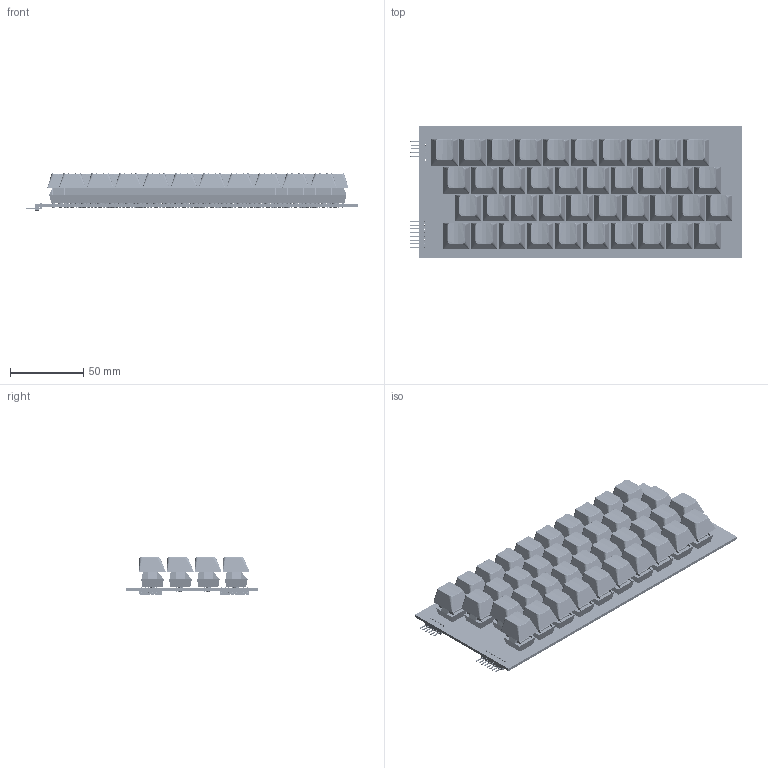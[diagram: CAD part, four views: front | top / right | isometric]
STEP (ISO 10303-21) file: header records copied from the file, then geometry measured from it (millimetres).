
FILE_DESCRIPTION(('KiCad electronic assembly'),'2;1');
FILE_NAME('zx_spectrum_40_buttons.step','2020-04-17T14:35:24',( 'An Author'),('A Company'),'Open CASCADE STEP processor 6.9', 'KiCad to STEP converter','Unknown');
FILE_SCHEMA(('AUTOMOTIVE_DESIGN { 1 0 10303 214 1 1 1 1 }'));
Length unit declared in the file: millimetre
Products named in the file (10): Open CASCADE STEP translator 6.9 1; PinHeader_1x06_P2.54mm_Horizontal; SOLID; PinHeader_1x08_P2.54mm_Horizontal; cherry_mx_pcb; cherry_mx_pcb_top; COMPOUND
Assembly tree (87 placements, depth 3):
  Open CASCADE STEP translator 6.9 1
    PinHeader_1x06_P2.54mm_Horizontal
      SOLID
    PinHeader_1x08_P2.54mm_Horizontal
      SOLID
    cherry_mx_pcb  x40
      SOLID
    cherry_mx_pcb_top  x40
      SOLID
    COMPOUND
Bounding box: 226.04 x 90 x 25.4 mm (x, y, z)
Volume: 152644.1 mm3; surface area: 158094.1 mm2
Topology: 83 solids, 83 shells, 6046 faces, 15404 edges, 9632 vertices
Faces by surface type: plane 3898, cylinder 1268, cone 640, bspline 240
Full cylindrical faces by diameter (mm): 1 x14, 1.5 x80, 1.7 x80, 4 x40
Entity records: 54893 total; most frequent: CARTESIAN_POINT 10587, DIRECTION 7868, LINE 4704, VECTOR 4704, ORIENTED_EDGE 3888, PCURVE 3888, DEFINITIONAL_REPRESENTATION 3888, EDGE_CURVE 1944
